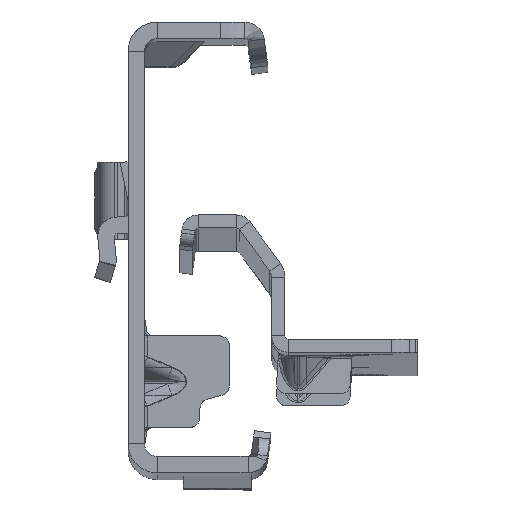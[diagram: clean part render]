
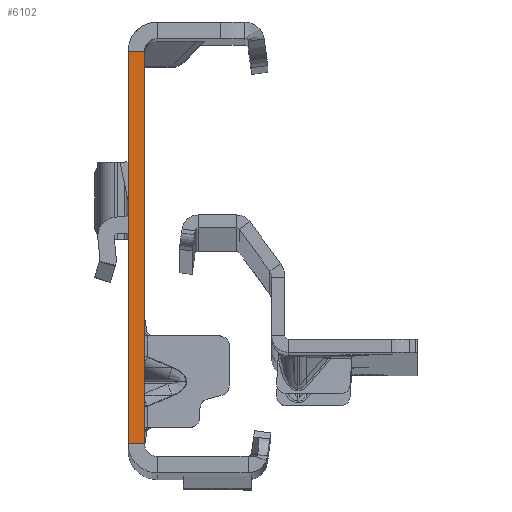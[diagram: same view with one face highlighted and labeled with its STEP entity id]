
A CAD part, top view. The second image highlights one B-rep face of the part: STEP entity #6102.
In plain terms, the highlighted planar face has unit normal (0, 0, 1).
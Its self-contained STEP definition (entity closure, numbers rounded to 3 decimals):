
#607 = LINE ( 'NONE', #14556, #12512 ) ;
#768 = EDGE_CURVE ( 'NONE', #11833, #11105, #8032, .T. ) ;
#1445 = CARTESIAN_POINT ( 'NONE',  ( 0., 30., 0. ) ) ;
#1749 = VECTOR ( 'NONE', #2748, 1000. ) ;
#1816 = ORIENTED_EDGE ( 'NONE', *, *, #11582, .F. ) ;
#2748 = DIRECTION ( 'NONE',  ( 0., -1., 0. ) ) ;
#3527 = DIRECTION ( 'NONE',  ( 0., 0., 1. ) ) ;
#3989 = LINE ( 'NONE', #1445, #15068 ) ;
#5092 = CARTESIAN_POINT ( 'NONE',  ( -2.5, -32., 0. ) ) ;
#5592 = ORIENTED_EDGE ( 'NONE', *, *, #768, .T. ) ;
#5827 = CARTESIAN_POINT ( 'NONE',  ( -2.5, -32., 0. ) ) ;
#6102 = ADVANCED_FACE ( 'NONE', ( #15590 ), #7808, .T. ) ;
#6270 = DIRECTION ( 'NONE',  ( 0., -1., 0. ) ) ;
#6995 = DIRECTION ( 'NONE',  ( -1., 0., 0. ) ) ;
#7244 = EDGE_CURVE ( 'NONE', #11325, #11833, #3989, .T. ) ;
#7432 = DIRECTION ( 'NONE',  ( -1., 0., 0. ) ) ;
#7438 = EDGE_LOOP ( 'NONE', ( #1816, #8361, #5592, #15815 ) ) ;
#7808 = PLANE ( 'NONE',  #10368 ) ;
#8032 = LINE ( 'NONE', #5092, #11706 ) ;
#8361 = ORIENTED_EDGE ( 'NONE', *, *, #7244, .T. ) ;
#8409 = CARTESIAN_POINT ( 'NONE',  ( 0., -32., 0. ) ) ;
#9435 = CARTESIAN_POINT ( 'NONE',  ( -2.5, -30., 0. ) ) ;
#9595 = LINE ( 'NONE', #8409, #1749 ) ;
#10097 = EDGE_CURVE ( 'NONE', #12028, #11105, #607, .T. ) ;
#10368 = AXIS2_PLACEMENT_3D ( 'NONE', #5827, #3527, #17393 ) ;
#10643 = CARTESIAN_POINT ( 'NONE',  ( -2.5, 30., 0. ) ) ;
#11105 = VERTEX_POINT ( 'NONE', #9435 ) ;
#11325 = VERTEX_POINT ( 'NONE', #12790 ) ;
#11582 = EDGE_CURVE ( 'NONE', #11325, #12028, #9595, .T. ) ;
#11706 = VECTOR ( 'NONE', #6270, 1000. ) ;
#11833 = VERTEX_POINT ( 'NONE', #10643 ) ;
#12028 = VERTEX_POINT ( 'NONE', #12357 ) ;
#12357 = CARTESIAN_POINT ( 'NONE',  ( 0., -30., 0. ) ) ;
#12512 = VECTOR ( 'NONE', #7432, 1000. ) ;
#12790 = CARTESIAN_POINT ( 'NONE',  ( 0., 30., 0. ) ) ;
#14556 = CARTESIAN_POINT ( 'NONE',  ( 0., -30., 0. ) ) ;
#15068 = VECTOR ( 'NONE', #6995, 1000. ) ;
#15590 = FACE_OUTER_BOUND ( 'NONE', #7438, .T. ) ;
#15815 = ORIENTED_EDGE ( 'NONE', *, *, #10097, .F. ) ;
#17393 = DIRECTION ( 'NONE',  ( 1., 0., 0. ) ) ;
